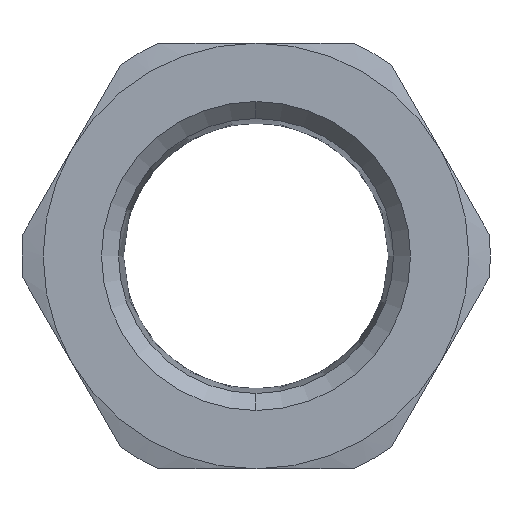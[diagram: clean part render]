
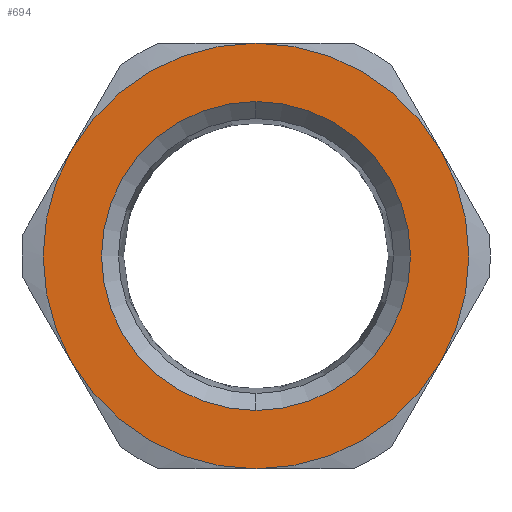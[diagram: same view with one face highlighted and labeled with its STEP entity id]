
A CAD part, left-side view. The second image highlights one B-rep face of the part: STEP entity #694.
In plain terms, the highlighted planar face has unit normal (-1, 0, 0).
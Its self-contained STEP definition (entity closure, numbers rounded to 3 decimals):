
#17 = VERTEX_POINT ( 'NONE', #920 ) ;
#36 = AXIS2_PLACEMENT_3D ( 'NONE', #1017, #392, #1119 ) ;
#64 = ORIENTED_EDGE ( 'NONE', *, *, #217, .T. ) ;
#73 = DIRECTION ( 'NONE',  ( 1., 0., 0. ) ) ;
#115 = ORIENTED_EDGE ( 'NONE', *, *, #838, .T. ) ;
#126 = VERTEX_POINT ( 'NONE', #313 ) ;
#139 = CIRCLE ( 'NONE', #36, 23. ) ;
#149 = ORIENTED_EDGE ( 'NONE', *, *, #489, .F. ) ;
#154 = CIRCLE ( 'NONE', #785, 23. ) ;
#207 = DIRECTION ( 'NONE',  ( 1., 0., 0. ) ) ;
#217 = EDGE_CURVE ( 'NONE', #126, #17, #412, .T. ) ;
#227 = ORIENTED_EDGE ( 'NONE', *, *, #1214, .F. ) ;
#312 = CARTESIAN_POINT ( 'NONE',  ( 0., 0., 0. ) ) ;
#313 = CARTESIAN_POINT ( 'NONE',  ( 0., 0., 16.695 ) ) ;
#314 = AXIS2_PLACEMENT_3D ( 'NONE', #382, #1111, #480 ) ;
#326 = AXIS2_PLACEMENT_3D ( 'NONE', #979, #355, #1081 ) ;
#343 = CARTESIAN_POINT ( 'NONE',  ( 0., 0., 0. ) ) ;
#355 = DIRECTION ( 'NONE',  ( 1., 0., 0. ) ) ;
#375 = VERTEX_POINT ( 'NONE', #564 ) ;
#382 = CARTESIAN_POINT ( 'NONE',  ( 0., 0., 0. ) ) ;
#392 = DIRECTION ( 'NONE',  ( 1., 0., 0. ) ) ;
#412 = CIRCLE ( 'NONE', #1292, 16.695 ) ;
#413 = DIRECTION ( 'NONE',  ( 0., 0., 1. ) ) ;
#420 = EDGE_LOOP ( 'NONE', ( #1182, #227, #1278, #149, #115, #571 ) ) ;
#440 = EDGE_CURVE ( 'NONE', #17, #126, #754, .T. ) ;
#442 = DIRECTION ( 'NONE',  ( 0., 0., -1. ) ) ;
#455 = EDGE_CURVE ( 'NONE', #522, #1236, #1276, .T. ) ;
#480 = DIRECTION ( 'NONE',  ( 0., 0., -1. ) ) ;
#489 = EDGE_CURVE ( 'NONE', #753, #522, #139, .T. ) ;
#492 = CARTESIAN_POINT ( 'NONE',  ( 0., 0., 0. ) ) ;
#497 = CIRCLE ( 'NONE', #326, 23. ) ;
#522 = VERTEX_POINT ( 'NONE', #807 ) ;
#564 = CARTESIAN_POINT ( 'NONE',  ( 0., 19.919, -11.5 ) ) ;
#571 = ORIENTED_EDGE ( 'NONE', *, *, #1184, .F. ) ;
#575 = CARTESIAN_POINT ( 'NONE',  ( 0., 0., 0. ) ) ;
#591 = DIRECTION ( 'NONE',  ( 1., 0., 0. ) ) ;
#592 = CIRCLE ( 'NONE', #595, 23. ) ;
#595 = AXIS2_PLACEMENT_3D ( 'NONE', #575, #1315, #677 ) ;
#631 = AXIS2_PLACEMENT_3D ( 'NONE', #312, #1044, #413 ) ;
#677 = DIRECTION ( 'NONE',  ( 0., 0., -1. ) ) ;
#686 = CARTESIAN_POINT ( 'NONE',  ( 0., 0., 0. ) ) ;
#694 = ADVANCED_FACE ( 'NONE', ( #809, #767 ), #1019, .F. ) ;
#753 = VERTEX_POINT ( 'NONE', #922 ) ;
#754 = CIRCLE ( 'NONE', #314, 16.695 ) ;
#767 = FACE_OUTER_BOUND ( 'NONE', #420, .T. ) ;
#785 = AXIS2_PLACEMENT_3D ( 'NONE', #827, #207, #930 ) ;
#797 = EDGE_CURVE ( 'NONE', #957, #375, #154, .T. ) ;
#799 = DIRECTION ( 'NONE',  ( 0., 0., -1. ) ) ;
#807 = CARTESIAN_POINT ( 'NONE',  ( 0., -19.919, 11.5 ) ) ;
#809 = FACE_BOUND ( 'NONE', #813, .T. ) ;
#813 = EDGE_LOOP ( 'NONE', ( #64, #921 ) ) ;
#827 = CARTESIAN_POINT ( 'NONE',  ( 0., 0., 0. ) ) ;
#838 = EDGE_CURVE ( 'NONE', #753, #876, #1080, .T. ) ;
#876 = VERTEX_POINT ( 'NONE', #938 ) ;
#920 = CARTESIAN_POINT ( 'NONE',  ( 0., 0., -16.695 ) ) ;
#921 = ORIENTED_EDGE ( 'NONE', *, *, #440, .T. ) ;
#922 = CARTESIAN_POINT ( 'NONE',  ( 0., 0., 23. ) ) ;
#930 = DIRECTION ( 'NONE',  ( 0., 0., -1. ) ) ;
#938 = CARTESIAN_POINT ( 'NONE',  ( 0., 19.919, 11.5 ) ) ;
#957 = VERTEX_POINT ( 'NONE', #1160 ) ;
#979 = CARTESIAN_POINT ( 'NONE',  ( 0., 0., 0. ) ) ;
#1017 = CARTESIAN_POINT ( 'NONE',  ( 0., 0., 0. ) ) ;
#1019 = PLANE ( 'NONE',  #1204 ) ;
#1043 = AXIS2_PLACEMENT_3D ( 'NONE', #686, #73, #799 ) ;
#1044 = DIRECTION ( 'NONE',  ( -1., 0., 0. ) ) ;
#1070 = DIRECTION ( 'NONE',  ( 1., 0., 0. ) ) ;
#1080 = CIRCLE ( 'NONE', #631, 23. ) ;
#1081 = DIRECTION ( 'NONE',  ( 0., 0., -1. ) ) ;
#1111 = DIRECTION ( 'NONE',  ( 1., 0., 0. ) ) ;
#1119 = DIRECTION ( 'NONE',  ( 0., 0., -1. ) ) ;
#1160 = CARTESIAN_POINT ( 'NONE',  ( 0., 0., -23. ) ) ;
#1182 = ORIENTED_EDGE ( 'NONE', *, *, #797, .F. ) ;
#1184 = EDGE_CURVE ( 'NONE', #375, #876, #592, .T. ) ;
#1187 = CARTESIAN_POINT ( 'NONE',  ( 0., -19.919, -11.5 ) ) ;
#1204 = AXIS2_PLACEMENT_3D ( 'NONE', #492, #591, #1332 ) ;
#1214 = EDGE_CURVE ( 'NONE', #1236, #957, #497, .T. ) ;
#1236 = VERTEX_POINT ( 'NONE', #1187 ) ;
#1276 = CIRCLE ( 'NONE', #1043, 23. ) ;
#1278 = ORIENTED_EDGE ( 'NONE', *, *, #455, .F. ) ;
#1292 = AXIS2_PLACEMENT_3D ( 'NONE', #343, #1070, #442 ) ;
#1315 = DIRECTION ( 'NONE',  ( 1., 0., 0. ) ) ;
#1332 = DIRECTION ( 'NONE',  ( 0., 0., -1. ) ) ;
